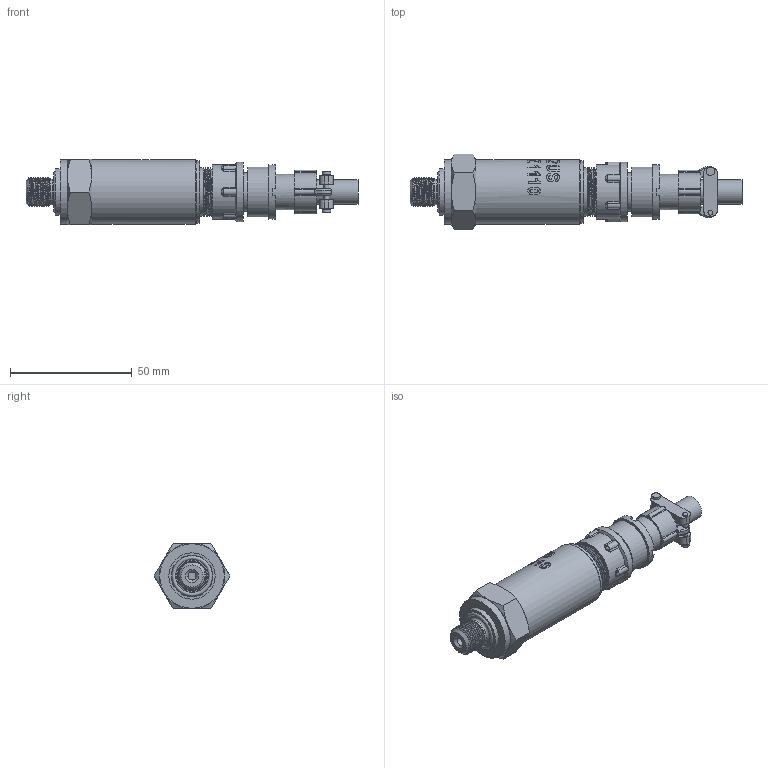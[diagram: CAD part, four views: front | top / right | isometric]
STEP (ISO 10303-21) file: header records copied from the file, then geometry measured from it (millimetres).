
FILE_DESCRIPTION(/* description */ (''),/* implementation_level */ '2;1');
FILE_NAME(/* name */ 'APZ1110_sqqq_2RMDT.step',/* time_stamp */ '2021-08-03T13:51:09+03:00',/* author */ (''),/* organization */ (''),/* preprocessor_version */ 'ST-DEVELOPER v18.1',/* originating_system */ 'Autodesk Translation Framework v10.9.0.1377',/* authorisation */ '');
FILE_SCHEMA (('AUTOMOTIVE_DESIGN { 1 0 10303 214 3 1 1 }'));
Length unit declared in the file: millimetre
Products named in the file (5): АПЗ 1110 - filled; СТ063.000.083 (стакан 
с вальцем) v2; RMDT male v5; RMDT female v7; M12x1 DIN
Assembly tree (4 placements, depth 2):
  АПЗ 1110 - filled
    СТ063.000.083 (стакан 
с вальцем) v2
    RMDT male v5
    RMDT female v7
    M12x1 DIN
Bounding box: 136.42 x 31.18 x 27 mm (x, y, z)
Volume: 49891.6 mm3; surface area: 18332.9 mm2
Topology: 4 solids, 4 shells, 734 faces, 1898 edges, 1240 vertices
Faces by surface type: bspline 331, plane 187, cylinder 167, cone 25, torus 20, sphere 4
Full cylindrical faces by diameter (mm): 1 x4, 2 x20, 3.3 x1, 3.5 x2, 9 x1, 10 x1, 10.5 x1, 10.741 x9, 11 x1, 11.884 x7, 13 x1, 13.5 x1, 14.5 x1, 15 x1, 15.8 x1, 16 x2, 16.7 x1, 16.741 x2, 17.884 x2, 18 x1, 18.741 x8, 19 x1, 19.8 x1, 19.884 x9, 20 x1, 20.5 x1, 22.3 x1, 22.5 x2, 24.5 x3, 25.5 x1
Entity records: 36491 total; most frequent: CARTESIAN_POINT 20658, ORIENTED_EDGE 3788, DIRECTION 2261, EDGE_CURVE 1894, VERTEX_POINT 1240, EDGE_LOOP 816, B_SPLINE_CURVE_WITH_KNOTS 789, AXIS2_PLACEMENT_3D 768
